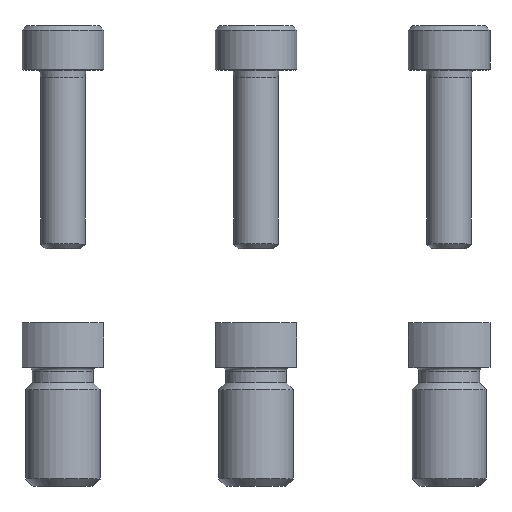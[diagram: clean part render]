
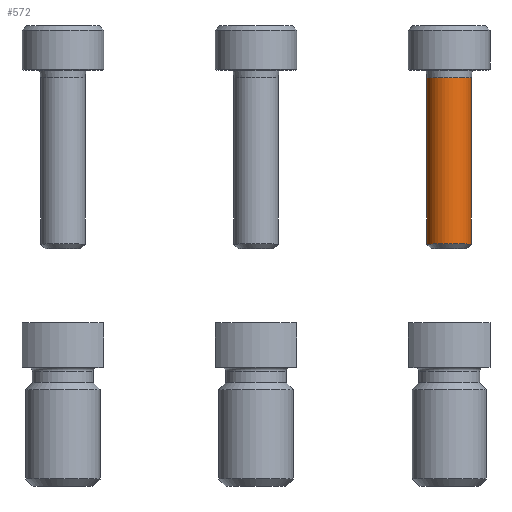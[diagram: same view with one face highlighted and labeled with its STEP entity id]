
A CAD part, top view. The second image highlights one B-rep face of the part: STEP entity #572.
In plain terms, the highlighted cylindrical face has radius 1.5 mm (diameter 3 mm), a full revolution.
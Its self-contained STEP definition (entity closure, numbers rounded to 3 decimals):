
#101=CYLINDRICAL_SURFACE('',#654,1.5);
#163=ORIENTED_EDGE('',*,*,#286,.F.);
#164=ORIENTED_EDGE('',*,*,#285,.T.);
#285=EDGE_CURVE('',#346,#346,#392,.T.);
#286=EDGE_CURVE('',#347,#347,#393,.T.);
#346=VERTEX_POINT('',#979);
#347=VERTEX_POINT('',#982);
#392=CIRCLE('',#653,1.5);
#393=CIRCLE('',#655,1.5);
#434=EDGE_LOOP('',(#163));
#435=EDGE_LOOP('',(#164));
#498=FACE_BOUND('',#434,.T.);
#499=FACE_BOUND('',#435,.T.);
#572=ADVANCED_FACE('',(#498,#499),#101,.T.);
#653=AXIS2_PLACEMENT_3D('',#978,#763,#764);
#654=AXIS2_PLACEMENT_3D('',#980,#765,#766);
#655=AXIS2_PLACEMENT_3D('',#981,#767,#768);
#763=DIRECTION('',(0.,-1.,0.));
#764=DIRECTION('',(0.,0.,-1.));
#765=DIRECTION('',(0.,-1.,0.));
#766=DIRECTION('',(0.,0.,-1.));
#767=DIRECTION('',(0.,-1.,0.));
#768=DIRECTION('',(0.,0.,-1.));
#978=CARTESIAN_POINT('',(0.,-0.51,0.));
#979=CARTESIAN_POINT('',(0.,-0.51,-1.5));
#980=CARTESIAN_POINT('',(0.,-12.,0.));
#981=CARTESIAN_POINT('',(0.,-11.694,0.));
#982=CARTESIAN_POINT('',(0.,-11.694,-1.5));
